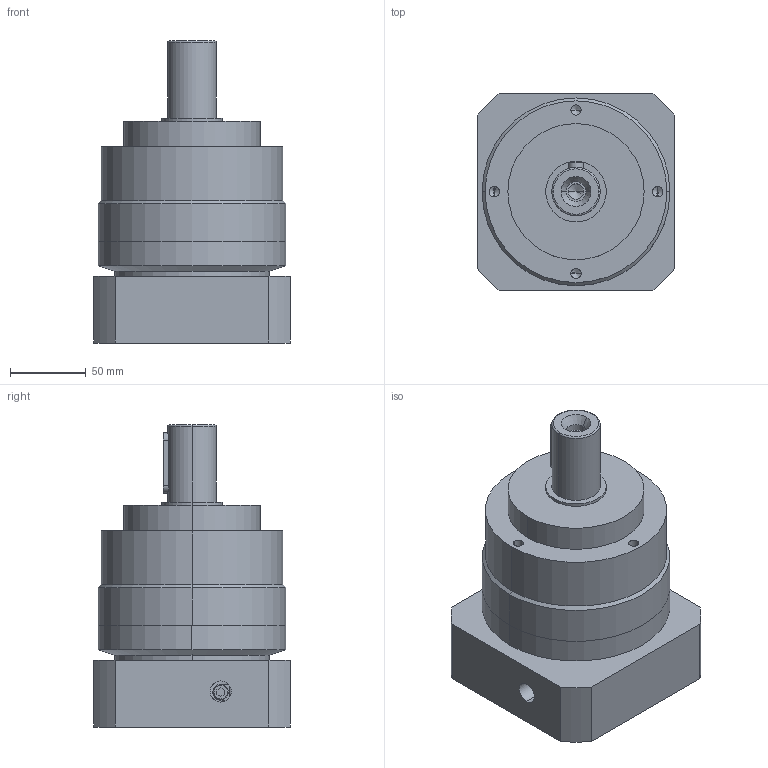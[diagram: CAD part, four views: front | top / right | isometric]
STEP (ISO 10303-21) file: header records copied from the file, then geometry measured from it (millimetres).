
FILE_DESCRIPTION (( 'STEP AP203' ), '1' );
FILE_NAME ('GPE120-L1-(22-110-145-M8).STEP', '2022-05-25T05:58:17', ( '微软用户' ), ( '微软中国' ), 'SwSTEP 2.0', 'SolidWorks 2018', '' );
FILE_SCHEMA (( 'CONFIG_CONTROL_DESIGN' ));
Length unit declared in the file: millimetre
Products named in the file (1): GPE120-L1-(22-110-145-M8)
Bounding box: 130 x 130 x 199.5 mm (x, y, z)
Volume: 1529956.2 mm3; surface area: 159435.9 mm2
Topology: 5 solids, 5 shells, 174 faces, 408 edges, 249 vertices
Faces by surface type: cylinder 80, plane 60, cone 28, torus 6
Entity records: 5363 total; most frequent: CARTESIAN_POINT 1251, DIRECTION 896, ORIENTED_EDGE 780, EDGE_CURVE 390, AXIS2_PLACEMENT_3D 344, VERTEX_POINT 249, EDGE_LOOP 209, VECTOR 208
